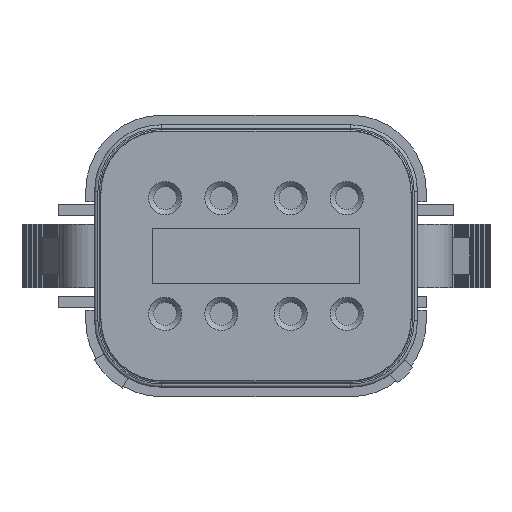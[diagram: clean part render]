
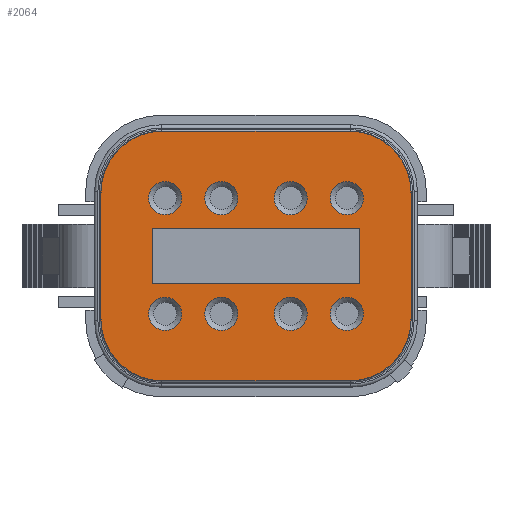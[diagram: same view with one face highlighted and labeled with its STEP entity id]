
A CAD part, front view. The second image highlights one B-rep face of the part: STEP entity #2064.
In plain terms, the highlighted planar face has unit normal (0, -1, 0).
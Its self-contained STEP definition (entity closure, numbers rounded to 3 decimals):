
#553=FACE_BOUND('',#6437,.T.);
#554=FACE_BOUND('',#6438,.T.);
#555=FACE_BOUND('',#6439,.T.);
#556=FACE_BOUND('',#6440,.T.);
#557=FACE_BOUND('',#6441,.T.);
#558=FACE_BOUND('',#6442,.T.);
#559=FACE_BOUND('',#6443,.T.);
#560=FACE_BOUND('',#6444,.T.);
#561=FACE_BOUND('',#6445,.T.);
#562=FACE_BOUND('',#6446,.T.);
#2064=ADVANCED_FACE('',(#553,#554,#555,#556,#557,#558,#559,#560,#561,#562),
#3391,.F.);
#3391=PLANE('',#32011);
#6437=EDGE_LOOP('',(#15096,#15097,#15098,#15099,#15100,#15101,#15102,#15103));
#6438=EDGE_LOOP('',(#15104,#15105,#15106,#15107));
#6439=EDGE_LOOP('',(#15108));
#6440=EDGE_LOOP('',(#15109));
#6441=EDGE_LOOP('',(#15110));
#6442=EDGE_LOOP('',(#15111));
#6443=EDGE_LOOP('',(#15112));
#6444=EDGE_LOOP('',(#15113));
#6445=EDGE_LOOP('',(#15114));
#6446=EDGE_LOOP('',(#15115));
#6874=CIRCLE('',#31999,4.875);
#6875=CIRCLE('',#32000,4.875);
#6876=CIRCLE('',#32001,4.875);
#6877=CIRCLE('',#32002,4.875);
#6878=CIRCLE('',#32003,1.3);
#6879=CIRCLE('',#32004,1.3);
#6880=CIRCLE('',#32005,1.3);
#6881=CIRCLE('',#32006,1.3);
#6882=CIRCLE('',#32007,1.3);
#6883=CIRCLE('',#32008,1.3);
#6884=CIRCLE('',#32009,1.3);
#6885=CIRCLE('',#32010,1.3);
#15096=ORIENTED_EDGE('',*,*,#22425,.F.);
#15097=ORIENTED_EDGE('',*,*,#22426,.T.);
#15098=ORIENTED_EDGE('',*,*,#22427,.F.);
#15099=ORIENTED_EDGE('',*,*,#22428,.T.);
#15100=ORIENTED_EDGE('',*,*,#22429,.F.);
#15101=ORIENTED_EDGE('',*,*,#22430,.T.);
#15102=ORIENTED_EDGE('',*,*,#22431,.F.);
#15103=ORIENTED_EDGE('',*,*,#22432,.T.);
#15104=ORIENTED_EDGE('',*,*,#22379,.F.);
#15105=ORIENTED_EDGE('',*,*,#22382,.T.);
#15106=ORIENTED_EDGE('',*,*,#22384,.T.);
#15107=ORIENTED_EDGE('',*,*,#22376,.F.);
#15108=ORIENTED_EDGE('',*,*,#22433,.T.);
#15109=ORIENTED_EDGE('',*,*,#22434,.T.);
#15110=ORIENTED_EDGE('',*,*,#22435,.T.);
#15111=ORIENTED_EDGE('',*,*,#22436,.T.);
#15112=ORIENTED_EDGE('',*,*,#22437,.T.);
#15113=ORIENTED_EDGE('',*,*,#22438,.T.);
#15114=ORIENTED_EDGE('',*,*,#22439,.T.);
#15115=ORIENTED_EDGE('',*,*,#22440,.T.);
#18172=VERTEX_POINT('',#48324);
#18175=VERTEX_POINT('',#48329);
#18177=VERTEX_POINT('',#48335);
#18179=VERTEX_POINT('',#48341);
#18208=VERTEX_POINT('',#48424);
#18209=VERTEX_POINT('',#48425);
#18210=VERTEX_POINT('',#48427);
#18211=VERTEX_POINT('',#48429);
#18212=VERTEX_POINT('',#48431);
#18213=VERTEX_POINT('',#48433);
#18214=VERTEX_POINT('',#48435);
#18215=VERTEX_POINT('',#48437);
#18216=VERTEX_POINT('',#48440);
#18217=VERTEX_POINT('',#48442);
#18218=VERTEX_POINT('',#48444);
#18219=VERTEX_POINT('',#48446);
#18220=VERTEX_POINT('',#48448);
#18221=VERTEX_POINT('',#48450);
#18222=VERTEX_POINT('',#48452);
#18223=VERTEX_POINT('',#48454);
#22376=EDGE_CURVE('',#18175,#18172,#26261,.T.);
#22379=EDGE_CURVE('',#18177,#18175,#26264,.T.);
#22382=EDGE_CURVE('',#18177,#18179,#26267,.T.);
#22384=EDGE_CURVE('',#18179,#18172,#26269,.T.);
#22425=EDGE_CURVE('',#18208,#18209,#26306,.T.);
#22426=EDGE_CURVE('',#18208,#18210,#6874,.T.);
#22427=EDGE_CURVE('',#18211,#18210,#26307,.T.);
#22428=EDGE_CURVE('',#18211,#18212,#6875,.T.);
#22429=EDGE_CURVE('',#18213,#18212,#26308,.T.);
#22430=EDGE_CURVE('',#18213,#18214,#6876,.T.);
#22431=EDGE_CURVE('',#18215,#18214,#26309,.T.);
#22432=EDGE_CURVE('',#18215,#18209,#6877,.T.);
#22433=EDGE_CURVE('',#18216,#18216,#6878,.T.);
#22434=EDGE_CURVE('',#18217,#18217,#6879,.T.);
#22435=EDGE_CURVE('',#18218,#18218,#6880,.T.);
#22436=EDGE_CURVE('',#18219,#18219,#6881,.T.);
#22437=EDGE_CURVE('',#18220,#18220,#6882,.T.);
#22438=EDGE_CURVE('',#18221,#18221,#6883,.T.);
#22439=EDGE_CURVE('',#18222,#18222,#6884,.T.);
#22440=EDGE_CURVE('',#18223,#18223,#6885,.T.);
#26261=LINE('',#48330,#30111);
#26264=LINE('',#48336,#30114);
#26267=LINE('',#48342,#30117);
#26269=LINE('',#48345,#30119);
#26306=LINE('',#48423,#30156);
#26307=LINE('',#48428,#30157);
#26308=LINE('',#48432,#30158);
#26309=LINE('',#48436,#30159);
#30111=VECTOR('',#39310,1.);
#30114=VECTOR('',#39315,1.);
#30117=VECTOR('',#39320,1.);
#30119=VECTOR('',#39324,1.);
#30156=VECTOR('',#39387,1.);
#30157=VECTOR('',#39390,1.);
#30158=VECTOR('',#39393,1.);
#30159=VECTOR('',#39396,1.);
#31999=AXIS2_PLACEMENT_3D('',#48426,#39388,#39389);
#32000=AXIS2_PLACEMENT_3D('',#48430,#39391,#39392);
#32001=AXIS2_PLACEMENT_3D('',#48434,#39394,#39395);
#32002=AXIS2_PLACEMENT_3D('',#48438,#39397,#39398);
#32003=AXIS2_PLACEMENT_3D('',#48439,#39399,#39400);
#32004=AXIS2_PLACEMENT_3D('',#48441,#39401,#39402);
#32005=AXIS2_PLACEMENT_3D('',#48443,#39403,#39404);
#32006=AXIS2_PLACEMENT_3D('',#48445,#39405,#39406);
#32007=AXIS2_PLACEMENT_3D('',#48447,#39407,#39408);
#32008=AXIS2_PLACEMENT_3D('',#48449,#39409,#39410);
#32009=AXIS2_PLACEMENT_3D('',#48451,#39411,#39412);
#32010=AXIS2_PLACEMENT_3D('',#48453,#39413,#39414);
#32011=AXIS2_PLACEMENT_3D('',#48455,#39415,#39416);
#39310=DIRECTION('',(1.,0.,0.));
#39315=DIRECTION('',(0.,0.,-1.));
#39320=DIRECTION('',(1.,0.,0.));
#39324=DIRECTION('',(0.,0.,-1.));
#39387=DIRECTION('',(1.,0.,0.));
#39388=DIRECTION('',(0.,-1.,0.));
#39389=DIRECTION('',(0.,0.,1.));
#39390=DIRECTION('',(0.,0.,1.));
#39391=DIRECTION('',(0.,-1.,0.));
#39392=DIRECTION('',(-1.,0.,0.));
#39393=DIRECTION('',(-1.,0.,0.));
#39394=DIRECTION('',(0.,-1.,0.));
#39395=DIRECTION('',(0.,0.,-1.));
#39396=DIRECTION('',(0.,0.,-1.));
#39397=DIRECTION('',(0.,-1.,0.));
#39398=DIRECTION('',(1.,0.,0.));
#39399=DIRECTION('',(0.,1.,0.));
#39400=DIRECTION('',(0.,0.,1.));
#39401=DIRECTION('',(0.,1.,0.));
#39402=DIRECTION('',(0.,0.,1.));
#39403=DIRECTION('',(0.,1.,0.));
#39404=DIRECTION('',(0.,0.,1.));
#39405=DIRECTION('',(0.,1.,0.));
#39406=DIRECTION('',(0.,0.,1.));
#39407=DIRECTION('',(0.,1.,0.));
#39408=DIRECTION('',(0.,0.,1.));
#39409=DIRECTION('',(0.,1.,0.));
#39410=DIRECTION('',(0.,0.,1.));
#39411=DIRECTION('',(0.,1.,0.));
#39412=DIRECTION('',(0.,0.,1.));
#39413=DIRECTION('',(0.,1.,0.));
#39414=DIRECTION('',(0.,0.,1.));
#39415=DIRECTION('',(0.,1.,0.));
#39416=DIRECTION('',(-1.,0.,0.));
#48324=CARTESIAN_POINT('',(8.175,-1.75,-2.2));
#48329=CARTESIAN_POINT('',(-8.175,-1.75,-2.2));
#48330=CARTESIAN_POINT('',(-8.175,-1.75,-2.2));
#48335=CARTESIAN_POINT('',(-8.175,-1.75,2.2));
#48336=CARTESIAN_POINT('',(-8.175,-1.75,2.2));
#48341=CARTESIAN_POINT('',(8.175,-1.75,2.2));
#48342=CARTESIAN_POINT('',(-8.175,-1.75,2.2));
#48345=CARTESIAN_POINT('',(8.175,-1.75,2.2));
#48423=CARTESIAN_POINT('',(-7.325,-1.75,9.825));
#48424=CARTESIAN_POINT('',(-7.325,-1.75,9.825));
#48425=CARTESIAN_POINT('',(7.325,-1.75,9.825));
#48426=CARTESIAN_POINT('',(-7.325,-1.75,4.95));
#48427=CARTESIAN_POINT('',(-12.2,-1.75,4.95));
#48428=CARTESIAN_POINT('',(-12.2,-1.75,-4.95));
#48429=CARTESIAN_POINT('',(-12.2,-1.75,-4.95));
#48430=CARTESIAN_POINT('',(-7.325,-1.75,-4.95));
#48431=CARTESIAN_POINT('',(-7.325,-1.75,-9.825));
#48432=CARTESIAN_POINT('',(7.325,-1.75,-9.825));
#48433=CARTESIAN_POINT('',(7.325,-1.75,-9.825));
#48434=CARTESIAN_POINT('',(7.325,-1.75,-4.95));
#48435=CARTESIAN_POINT('',(12.2,-1.75,-4.95));
#48436=CARTESIAN_POINT('',(12.2,-1.75,4.95));
#48437=CARTESIAN_POINT('',(12.2,-1.75,4.95));
#48438=CARTESIAN_POINT('',(7.325,-1.75,4.95));
#48439=CARTESIAN_POINT('',(7.145,-1.75,-4.55));
#48440=CARTESIAN_POINT('',(7.145,-1.75,-3.25));
#48441=CARTESIAN_POINT('',(2.725,-1.75,-4.55));
#48442=CARTESIAN_POINT('',(2.725,-1.75,-3.25));
#48443=CARTESIAN_POINT('',(-2.725,-1.75,-4.55));
#48444=CARTESIAN_POINT('',(-2.725,-1.75,-3.25));
#48445=CARTESIAN_POINT('',(-7.145,-1.75,-4.55));
#48446=CARTESIAN_POINT('',(-7.145,-1.75,-3.25));
#48447=CARTESIAN_POINT('',(-7.145,-1.75,4.55));
#48448=CARTESIAN_POINT('',(-7.145,-1.75,5.85));
#48449=CARTESIAN_POINT('',(-2.725,-1.75,4.55));
#48450=CARTESIAN_POINT('',(-2.725,-1.75,5.85));
#48451=CARTESIAN_POINT('',(2.725,-1.75,4.55));
#48452=CARTESIAN_POINT('',(2.725,-1.75,5.85));
#48453=CARTESIAN_POINT('',(7.145,-1.75,4.55));
#48454=CARTESIAN_POINT('',(7.145,-1.75,5.85));
#48455=CARTESIAN_POINT('',(0.,-1.75,0.));
